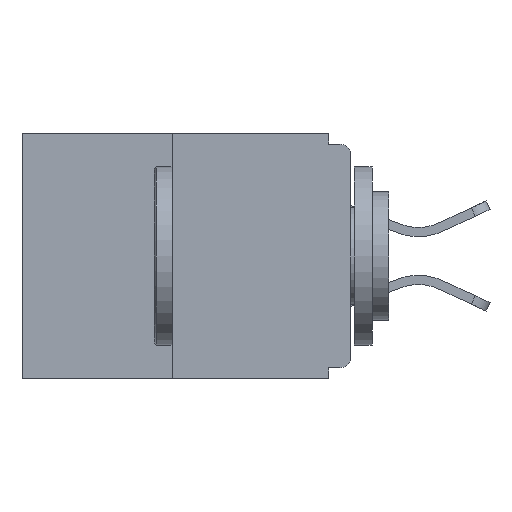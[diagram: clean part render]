
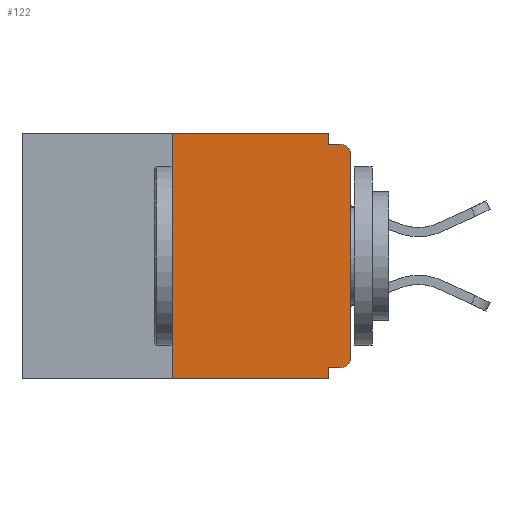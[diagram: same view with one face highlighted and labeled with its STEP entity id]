
A CAD part, left-side view. The second image highlights one B-rep face of the part: STEP entity #122.
In plain terms, the highlighted planar face has unit normal (-1, 0, 0).
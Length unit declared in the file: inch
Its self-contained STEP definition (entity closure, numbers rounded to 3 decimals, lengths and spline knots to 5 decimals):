
#122 = ADVANCED_FACE ( 'NONE', ( #15069 ), #9779, .F. ) ;
#175 = ORIENTED_EDGE ( 'NONE', *, *, #4915, .T. ) ;
#271 = EDGE_CURVE ( 'NONE', #8935, #6767, #6823, .T. ) ;
#635 = ORIENTED_EDGE ( 'NONE', *, *, #7695, .F. ) ;
#864 = LINE ( 'NONE', #13318, #2123 ) ;
#940 = CARTESIAN_POINT ( 'NONE',  ( 0., 0., -0.328 ) ) ;
#1157 = VERTEX_POINT ( 'NONE', #2698 ) ;
#1338 = ORIENTED_EDGE ( 'NONE', *, *, #271, .T. ) ;
#1352 = EDGE_LOOP ( 'NONE', ( #14730, #8002, #9006, #14300, #635, #175, #1338, #5338, #6232, #10326 ) ) ;
#1376 = AXIS2_PLACEMENT_3D ( 'NONE', #3351, #5806, #4427 ) ;
#1431 = VERTEX_POINT ( 'NONE', #7115 ) ;
#1466 = DIRECTION ( 'NONE',  ( 0., 0., -1. ) ) ;
#1638 = EDGE_CURVE ( 'NONE', #10105, #9611, #864, .T. ) ;
#1694 = LINE ( 'NONE', #6154, #1927 ) ;
#1927 = VECTOR ( 'NONE', #7437, 39.37008 ) ;
#2123 = VECTOR ( 'NONE', #1466, 39.37008 ) ;
#2575 = CARTESIAN_POINT ( 'NONE',  ( 0., 0., -0.313 ) ) ;
#2698 = CARTESIAN_POINT ( 'NONE',  ( 0., 0.031, -0.015 ) ) ;
#3207 = DIRECTION ( 'NONE',  ( 0., -1., 0. ) ) ;
#3282 = VERTEX_POINT ( 'NONE', #3688 ) ;
#3351 = CARTESIAN_POINT ( 'NONE',  ( 0., 0.46, 0. ) ) ;
#3688 = CARTESIAN_POINT ( 'NONE',  ( 0., 0.015, -0.328 ) ) ;
#3879 = CARTESIAN_POINT ( 'NONE',  ( 0., 0.015, -0.313 ) ) ;
#4427 = DIRECTION ( 'NONE',  ( 0., 0., -1. ) ) ;
#4625 = EDGE_CURVE ( 'NONE', #1157, #9753, #13347, .T. ) ;
#4779 = CARTESIAN_POINT ( 'NONE',  ( 0., 0., 0. ) ) ;
#4915 = EDGE_CURVE ( 'NONE', #3282, #8935, #16826, .T. ) ;
#5014 = DIRECTION ( 'NONE',  ( 0., 1., 0. ) ) ;
#5291 = CARTESIAN_POINT ( 'NONE',  ( 0., 0.015, -0.015 ) ) ;
#5338 = ORIENTED_EDGE ( 'NONE', *, *, #7650, .T. ) ;
#5806 = DIRECTION ( 'NONE',  ( 1., 0., 0. ) ) ;
#5988 = CARTESIAN_POINT ( 'NONE',  ( 0., 0.031, -0.343 ) ) ;
#6154 = CARTESIAN_POINT ( 'NONE',  ( 0., 0.46, 0. ) ) ;
#6232 = ORIENTED_EDGE ( 'NONE', *, *, #4625, .F. ) ;
#6322 = DIRECTION ( 'NONE',  ( -1., 0., 0. ) ) ;
#6442 = DIRECTION ( 'NONE',  ( 0., 0., -1. ) ) ;
#6511 = CARTESIAN_POINT ( 'NONE',  ( 0., 0.031, -0.328 ) ) ;
#6602 = DIRECTION ( 'NONE',  ( 0., 0., -1. ) ) ;
#6665 = LINE ( 'NONE', #15349, #9943 ) ;
#6767 = VERTEX_POINT ( 'NONE', #8551 ) ;
#6823 = LINE ( 'NONE', #4779, #12591 ) ;
#6946 = AXIS2_PLACEMENT_3D ( 'NONE', #7564, #6322, #10235 ) ;
#7115 = CARTESIAN_POINT ( 'NONE',  ( 0., 0.25, 0. ) ) ;
#7437 = DIRECTION ( 'NONE',  ( 0., -1., 0. ) ) ;
#7564 = CARTESIAN_POINT ( 'NONE',  ( 0., 0.015, -0.03 ) ) ;
#7650 = EDGE_CURVE ( 'NONE', #6767, #9753, #14452, .T. ) ;
#7695 = EDGE_CURVE ( 'NONE', #3282, #10105, #16109, .T. ) ;
#8002 = ORIENTED_EDGE ( 'NONE', *, *, #9487, .F. ) ;
#8195 = AXIS2_PLACEMENT_3D ( 'NONE', #3879, #9164, #6602 ) ;
#8551 = CARTESIAN_POINT ( 'NONE',  ( 0., 0., -0.03 ) ) ;
#8935 = VERTEX_POINT ( 'NONE', #2575 ) ;
#8976 = VECTOR ( 'NONE', #6442, 39.37008 ) ;
#9006 = ORIENTED_EDGE ( 'NONE', *, *, #10527, .T. ) ;
#9096 = DIRECTION ( 'NONE',  ( 0., 0., 1. ) ) ;
#9151 = VECTOR ( 'NONE', #9096, 39.37008 ) ;
#9164 = DIRECTION ( 'NONE',  ( -1., 0., 0. ) ) ;
#9219 = CARTESIAN_POINT ( 'NONE',  ( 0., 0.25, 0. ) ) ;
#9487 = EDGE_CURVE ( 'NONE', #12084, #1431, #12679, .T. ) ;
#9503 = VECTOR ( 'NONE', #5014, 39.37008 ) ;
#9611 = VERTEX_POINT ( 'NONE', #5988 ) ;
#9753 = VERTEX_POINT ( 'NONE', #5291 ) ;
#9779 = PLANE ( 'NONE',  #1376 ) ;
#9832 = VECTOR ( 'NONE', #3207, 39.37008 ) ;
#9943 = VECTOR ( 'NONE', #9978, 39.37008 ) ;
#9978 = DIRECTION ( 'NONE',  ( 0., -1., 0. ) ) ;
#10105 = VERTEX_POINT ( 'NONE', #6511 ) ;
#10235 = DIRECTION ( 'NONE',  ( 0., 0., -1. ) ) ;
#10326 = ORIENTED_EDGE ( 'NONE', *, *, #13876, .F. ) ;
#10527 = EDGE_CURVE ( 'NONE', #12084, #9611, #6665, .T. ) ;
#10818 = VERTEX_POINT ( 'NONE', #11848 ) ;
#11400 = DIRECTION ( 'NONE',  ( 0., 0., 1. ) ) ;
#11650 = CARTESIAN_POINT ( 'NONE',  ( 0., 0.031, 0. ) ) ;
#11848 = CARTESIAN_POINT ( 'NONE',  ( 0., 0.031, 0. ) ) ;
#12084 = VERTEX_POINT ( 'NONE', #14790 ) ;
#12392 = EDGE_CURVE ( 'NONE', #1431, #10818, #1694, .T. ) ;
#12484 = LINE ( 'NONE', #11650, #8976 ) ;
#12591 = VECTOR ( 'NONE', #11400, 39.37008 ) ;
#12679 = LINE ( 'NONE', #9219, #9151 ) ;
#13318 = CARTESIAN_POINT ( 'NONE',  ( 0., 0.031, -0.343 ) ) ;
#13347 = LINE ( 'NONE', #13451, #9832 ) ;
#13451 = CARTESIAN_POINT ( 'NONE',  ( 0., 0., -0.015 ) ) ;
#13876 = EDGE_CURVE ( 'NONE', #10818, #1157, #12484, .T. ) ;
#14300 = ORIENTED_EDGE ( 'NONE', *, *, #1638, .F. ) ;
#14452 = CIRCLE ( 'NONE', #6946, 0.015 ) ;
#14730 = ORIENTED_EDGE ( 'NONE', *, *, #12392, .F. ) ;
#14790 = CARTESIAN_POINT ( 'NONE',  ( 0., 0.25, -0.343 ) ) ;
#15069 = FACE_OUTER_BOUND ( 'NONE', #1352, .T. ) ;
#15349 = CARTESIAN_POINT ( 'NONE',  ( 0., 0.46, -0.343 ) ) ;
#16109 = LINE ( 'NONE', #940, #9503 ) ;
#16826 = CIRCLE ( 'NONE', #8195, 0.015 ) ;
